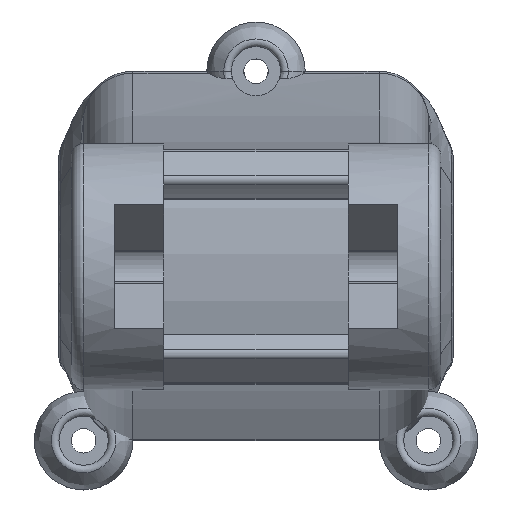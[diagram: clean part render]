
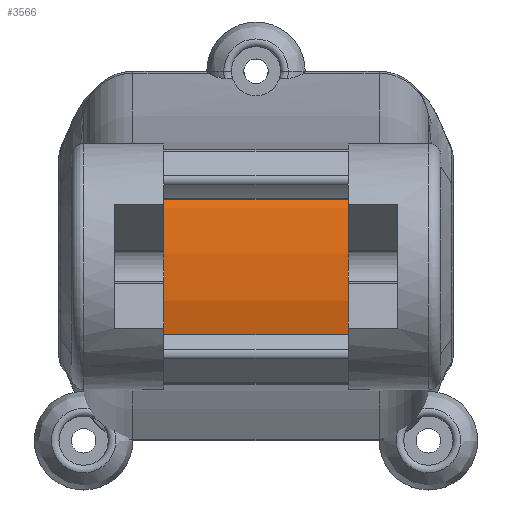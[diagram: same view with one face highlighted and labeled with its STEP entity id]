
A CAD part, top view. The second image highlights one B-rep face of the part: STEP entity #3566.
In plain terms, the highlighted cylindrical face has radius 12 mm (diameter 24 mm), a partial arc.
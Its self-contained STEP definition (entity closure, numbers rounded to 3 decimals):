
#138=B_SPLINE_CURVE_WITH_KNOTS('',3,(#8215,#8216,#8217,#8218,#8219,#8220,
#8221,#8222),.UNSPECIFIED.,.F.,.F.,(4,2,2,4),(0.876,0.9,
1.011,1.122),.UNSPECIFIED.);
#139=B_SPLINE_CURVE_WITH_KNOTS('',3,(#8228,#8229,#8230,#8231,#8232,#8233,
#8234,#8235),.UNSPECIFIED.,.F.,.F.,(4,2,2,4),(0.876,0.9,
1.011,1.122),.UNSPECIFIED.);
#393=LINE('',#8197,#552);
#397=LINE('',#8224,#556);
#398=LINE('',#8227,#557);
#552=VECTOR('',#4910,10.);
#556=VECTOR('',#4924,10.);
#557=VECTOR('',#4927,10.);
#642=CYLINDRICAL_SURFACE('',#3985,12.);
#856=FACE_OUTER_BOUND('',#1075,.T.);
#1075=EDGE_LOOP('',(#3184,#3185,#3186,#3187,#3188,#3189,#3190));
#1340=CIRCLE('',#3976,12.);
#1346=CIRCLE('',#3986,12.);
#1671=VERTEX_POINT('',#8184);
#1672=VERTEX_POINT('',#8186);
#1676=VERTEX_POINT('',#8196);
#1680=VERTEX_POINT('',#8213);
#1681=VERTEX_POINT('',#8214);
#1682=VERTEX_POINT('',#8223);
#1683=VERTEX_POINT('',#8225);
#2192=EDGE_CURVE('',#1672,#1671,#1340,.F.);
#2197=EDGE_CURVE('',#1671,#1676,#393,.T.);
#2204=EDGE_CURVE('',#1680,#1681,#138,.T.);
#2205=EDGE_CURVE('',#1682,#1680,#397,.T.);
#2206=EDGE_CURVE('',#1683,#1682,#1346,.F.);
#2207=EDGE_CURVE('',#1683,#1672,#398,.T.);
#2208=EDGE_CURVE('',#1676,#1681,#139,.T.);
#3184=ORIENTED_EDGE('',*,*,#2204,.F.);
#3185=ORIENTED_EDGE('',*,*,#2205,.F.);
#3186=ORIENTED_EDGE('',*,*,#2206,.F.);
#3187=ORIENTED_EDGE('',*,*,#2207,.T.);
#3188=ORIENTED_EDGE('',*,*,#2192,.T.);
#3189=ORIENTED_EDGE('',*,*,#2197,.T.);
#3190=ORIENTED_EDGE('',*,*,#2208,.T.);
#3566=ADVANCED_FACE('',(#856),#642,.T.);
#3976=AXIS2_PLACEMENT_3D('',#8187,#4899,#4900);
#3985=AXIS2_PLACEMENT_3D('',#8212,#4922,#4923);
#3986=AXIS2_PLACEMENT_3D('',#8226,#4925,#4926);
#4899=DIRECTION('center_axis',(1.,0.,0.));
#4900=DIRECTION('ref_axis',(0.,1.,0.));
#4910=DIRECTION('',(-1.,0.,0.));
#4922=DIRECTION('center_axis',(1.,0.,0.));
#4923=DIRECTION('ref_axis',(0.,1.,0.));
#4924=DIRECTION('',(1.,0.,0.));
#4925=DIRECTION('center_axis',(1.,0.,0.));
#4926=DIRECTION('ref_axis',(0.,1.,0.));
#4927=DIRECTION('',(1.,0.,0.));
#8184=CARTESIAN_POINT('',(5.,5.971,10.409));
#8186=CARTESIAN_POINT('',(5.,-4.951,10.931));
#8187=CARTESIAN_POINT('Origin',(5.,0.,0.));
#8196=CARTESIAN_POINT('',(2.21,5.971,10.409));
#8197=CARTESIAN_POINT('',(0.,5.971,10.409));
#8212=CARTESIAN_POINT('Origin',(0.,0.,0.));
#8213=CARTESIAN_POINT('',(-2.21,5.971,10.409));
#8214=CARTESIAN_POINT('',(0.,5.,10.909));
#8215=CARTESIAN_POINT('Ctrl Pts',(-2.21,5.971,10.409));
#8216=CARTESIAN_POINT('Ctrl Pts',(-2.159,5.915,10.441));
#8217=CARTESIAN_POINT('Ctrl Pts',(-2.106,5.862,10.471));
#8218=CARTESIAN_POINT('Ctrl Pts',(-1.799,5.574,10.63));
#8219=CARTESIAN_POINT('Ctrl Pts',(-1.477,5.36,10.737));
#8220=CARTESIAN_POINT('Ctrl Pts',(-0.762,5.073,10.876));
#8221=CARTESIAN_POINT('Ctrl Pts',(-0.37,5.,10.909));
#8222=CARTESIAN_POINT('Ctrl Pts',(0.,5.,
10.909));
#8223=CARTESIAN_POINT('',(-5.,5.971,10.409));
#8224=CARTESIAN_POINT('',(0.,5.971,10.409));
#8225=CARTESIAN_POINT('',(-5.,-4.951,10.931));
#8226=CARTESIAN_POINT('Origin',(-5.,0.,0.));
#8227=CARTESIAN_POINT('',(0.,-4.951,10.931));
#8228=CARTESIAN_POINT('Ctrl Pts',(2.21,5.971,10.409));
#8229=CARTESIAN_POINT('Ctrl Pts',(2.159,5.915,10.441));
#8230=CARTESIAN_POINT('Ctrl Pts',(2.106,5.862,10.471));
#8231=CARTESIAN_POINT('Ctrl Pts',(1.799,5.574,10.63));
#8232=CARTESIAN_POINT('Ctrl Pts',(1.477,5.36,10.737));
#8233=CARTESIAN_POINT('Ctrl Pts',(0.762,5.073,10.876));
#8234=CARTESIAN_POINT('Ctrl Pts',(0.37,5.,10.909));
#8235=CARTESIAN_POINT('Ctrl Pts',(0.,5.,
10.909));
